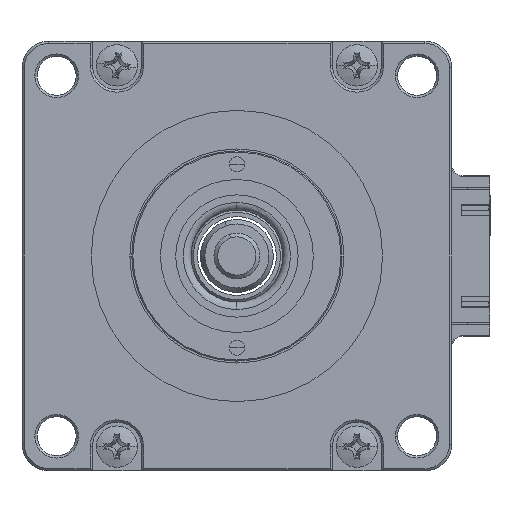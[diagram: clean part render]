
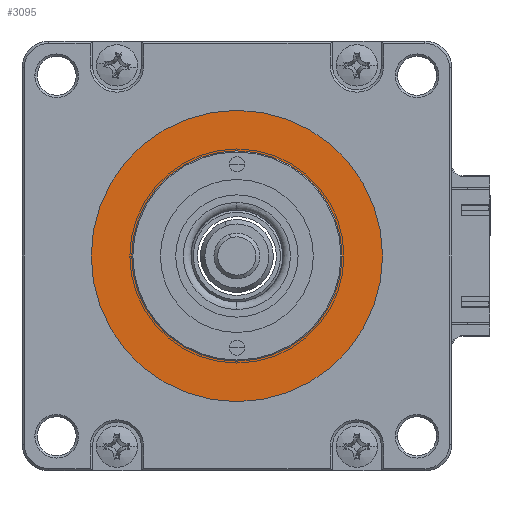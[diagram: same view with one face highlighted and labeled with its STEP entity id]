
A CAD part, left-side view. The second image highlights one B-rep face of the part: STEP entity #3095.
In plain terms, the highlighted planar face has unit normal (-1, 0, 0).
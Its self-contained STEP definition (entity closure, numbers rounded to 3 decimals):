
#379 = DIRECTION ( 'NONE',  ( 0., -1., 0. ) ) ;
#530 = DIRECTION ( 'NONE',  ( 0., -1., 0. ) ) ;
#896 = ORIENTED_EDGE ( 'NONE', *, *, #2135, .F. ) ;
#1351 = AXIS2_PLACEMENT_3D ( 'NONE', #10645, #7403, #8525 ) ;
#1568 = ORIENTED_EDGE ( 'NONE', *, *, #3112, .T. ) ;
#1844 = ORIENTED_EDGE ( 'NONE', *, *, #8909, .T. ) ;
#2090 = CARTESIAN_POINT ( 'NONE',  ( -49.623, -14.578, 48.3 ) ) ;
#2135 = EDGE_CURVE ( 'NONE', #4839, #8828, #4196, .T. ) ;
#3095 = ADVANCED_FACE ( 'NONE', ( #8799, #4172 ), #5259, .T. ) ;
#3112 = EDGE_CURVE ( 'NONE', #8764, #4911, #6075, .T. ) ;
#4172 = FACE_OUTER_BOUND ( 'NONE', #12243, .T. ) ;
#4196 = CIRCLE ( 'NONE', #1351, 13.75 ) ;
#4839 = VERTEX_POINT ( 'NONE', #12331 ) ;
#4911 = VERTEX_POINT ( 'NONE', #2090 ) ;
#4994 = DIRECTION ( 'NONE',  ( -1., 0., 0. ) ) ;
#5096 = CARTESIAN_POINT ( 'NONE',  ( -49.623, 23.522, 48.3 ) ) ;
#5259 = PLANE ( 'NONE',  #10400 ) ;
#6075 = CIRCLE ( 'NONE', #10495, 19.05 ) ;
#6405 = DIRECTION ( 'NONE',  ( -1., 0., 0. ) ) ;
#6548 = DIRECTION ( 'NONE',  ( -1., 0., 0. ) ) ;
#7241 = DIRECTION ( 'NONE',  ( 0., -1., 0. ) ) ;
#7403 = DIRECTION ( 'NONE',  ( -1., 0., 0. ) ) ;
#8098 = ORIENTED_EDGE ( 'NONE', *, *, #8553, .F. ) ;
#8525 = DIRECTION ( 'NONE',  ( 0., -1., 0. ) ) ;
#8553 = EDGE_CURVE ( 'NONE', #8828, #4839, #9313, .T. ) ;
#8764 = VERTEX_POINT ( 'NONE', #5096 ) ;
#8768 = AXIS2_PLACEMENT_3D ( 'NONE', #12843, #6548, #530 ) ;
#8799 = FACE_BOUND ( 'NONE', #11843, .T. ) ;
#8828 = VERTEX_POINT ( 'NONE', #12527 ) ;
#8909 = EDGE_CURVE ( 'NONE', #4911, #8764, #9648, .T. ) ;
#9313 = CIRCLE ( 'NONE', #8768, 13.75 ) ;
#9358 = DIRECTION ( 'NONE',  ( 0., -1., 0. ) ) ;
#9459 = DIRECTION ( 'NONE',  ( -1., 0., 0. ) ) ;
#9648 = CIRCLE ( 'NONE', #11737, 19.05 ) ;
#10400 = AXIS2_PLACEMENT_3D ( 'NONE', #11486, #4994, #7241 ) ;
#10495 = AXIS2_PLACEMENT_3D ( 'NONE', #11227, #9459, #9358 ) ;
#10645 = CARTESIAN_POINT ( 'NONE',  ( -49.623, 4.472, 48.3 ) ) ;
#11227 = CARTESIAN_POINT ( 'NONE',  ( -49.623, 4.472, 48.3 ) ) ;
#11486 = CARTESIAN_POINT ( 'NONE',  ( -49.623, 29.072, 72.9 ) ) ;
#11737 = AXIS2_PLACEMENT_3D ( 'NONE', #12702, #6405, #379 ) ;
#11843 = EDGE_LOOP ( 'NONE', ( #896, #8098 ) ) ;
#12243 = EDGE_LOOP ( 'NONE', ( #1844, #1568 ) ) ;
#12331 = CARTESIAN_POINT ( 'NONE',  ( -49.623, 18.222, 48.3 ) ) ;
#12527 = CARTESIAN_POINT ( 'NONE',  ( -49.623, -9.278, 48.3 ) ) ;
#12702 = CARTESIAN_POINT ( 'NONE',  ( -49.623, 4.472, 48.3 ) ) ;
#12843 = CARTESIAN_POINT ( 'NONE',  ( -49.623, 4.472, 48.3 ) ) ;
